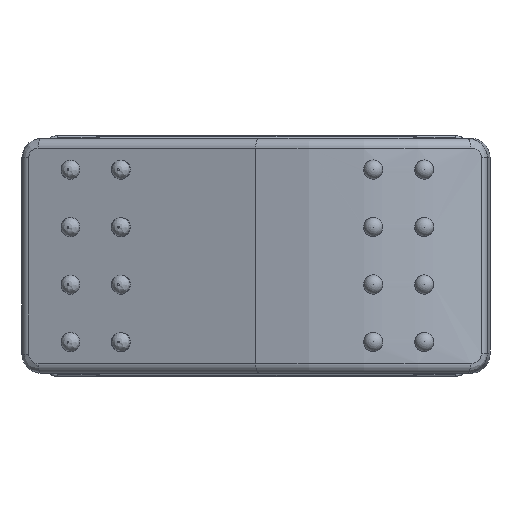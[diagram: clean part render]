
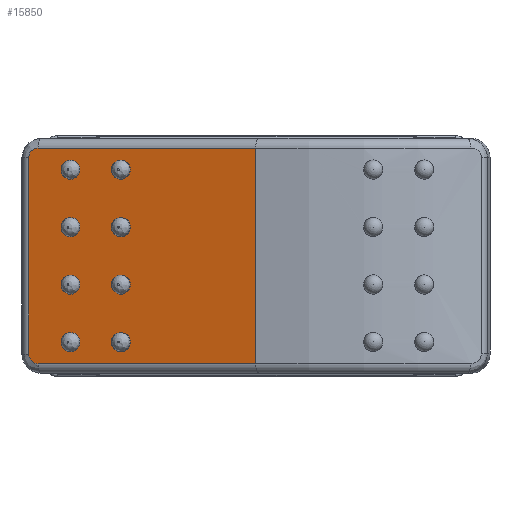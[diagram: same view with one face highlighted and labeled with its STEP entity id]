
A CAD part, top view. The second image highlights one B-rep face of the part: STEP entity #15850.
In plain terms, the highlighted planar face has unit normal (-0.294, 0, 0.956).
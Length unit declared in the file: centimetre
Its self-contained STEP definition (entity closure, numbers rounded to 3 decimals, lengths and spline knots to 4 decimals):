
#388=FACE_BOUND('',#5171,.T.);
#389=FACE_BOUND('',#5172,.T.);
#390=FACE_BOUND('',#5173,.T.);
#391=FACE_BOUND('',#5174,.T.);
#392=FACE_BOUND('',#5175,.T.);
#393=FACE_BOUND('',#5176,.T.);
#394=FACE_BOUND('',#5177,.T.);
#395=FACE_BOUND('',#5178,.T.);
#461=ELLIPSE('',#16829,0.101,0.1);
#464=ELLIPSE('',#16837,0.101,0.1);
#718=LINE('',#24159,#2231);
#750=LINE('',#24756,#2263);
#752=LINE('',#24792,#2265);
#753=LINE('',#24794,#2266);
#2231=VECTOR('',#18370,1.);
#2263=VECTOR('',#18588,1.);
#2265=VECTOR('',#18602,1.);
#2266=VECTOR('',#18605,1.);
#3738=PLANE('',#16866);
#4257=FACE_OUTER_BOUND('',#5170,.T.);
#5170=EDGE_LOOP('',(#11209,#11210,#11211,#11212,#11213,#11214));
#5171=EDGE_LOOP('',(#11215));
#5172=EDGE_LOOP('',(#11216));
#5173=EDGE_LOOP('',(#11217));
#5174=EDGE_LOOP('',(#11218));
#5175=EDGE_LOOP('',(#11219));
#5176=EDGE_LOOP('',(#11220));
#5177=EDGE_LOOP('',(#11221));
#5178=EDGE_LOOP('',(#11222));
#6099=CIRCLE('',#16751,0.1);
#6104=CIRCLE('',#16758,0.1);
#6109=CIRCLE('',#16765,0.1);
#6114=CIRCLE('',#16772,0.1);
#6119=CIRCLE('',#16779,0.1);
#6124=CIRCLE('',#16786,0.1);
#6129=CIRCLE('',#16793,0.1);
#6134=CIRCLE('',#16800,0.1);
#6853=VERTEX_POINT('',#24156);
#6854=VERTEX_POINT('',#24158);
#6866=VERTEX_POINT('',#24303);
#6870=VERTEX_POINT('',#24342);
#6874=VERTEX_POINT('',#24381);
#6878=VERTEX_POINT('',#24420);
#6882=VERTEX_POINT('',#24459);
#6886=VERTEX_POINT('',#24498);
#6890=VERTEX_POINT('',#24537);
#6894=VERTEX_POINT('',#24576);
#6917=VERTEX_POINT('',#24746);
#6918=VERTEX_POINT('',#24748);
#6920=VERTEX_POINT('',#24782);
#6922=VERTEX_POINT('',#24786);
#8450=EDGE_CURVE('',#6853,#6854,#718,.T.);
#8465=EDGE_CURVE('',#6866,#6866,#6099,.T.);
#8471=EDGE_CURVE('',#6870,#6870,#6104,.T.);
#8477=EDGE_CURVE('',#6874,#6874,#6109,.T.);
#8483=EDGE_CURVE('',#6878,#6878,#6114,.T.);
#8489=EDGE_CURVE('',#6882,#6882,#6119,.T.);
#8495=EDGE_CURVE('',#6886,#6886,#6124,.T.);
#8501=EDGE_CURVE('',#6890,#6890,#6129,.T.);
#8507=EDGE_CURVE('',#6894,#6894,#6134,.T.);
#8548=EDGE_CURVE('',#6917,#6918,#461,.T.);
#8552=EDGE_CURVE('',#6854,#6917,#750,.T.);
#8556=EDGE_CURVE('',#6922,#6920,#464,.T.);
#8558=EDGE_CURVE('',#6920,#6853,#752,.T.);
#8559=EDGE_CURVE('',#6918,#6922,#753,.T.);
#11209=ORIENTED_EDGE('',*,*,#8548,.F.);
#11210=ORIENTED_EDGE('',*,*,#8552,.F.);
#11211=ORIENTED_EDGE('',*,*,#8450,.F.);
#11212=ORIENTED_EDGE('',*,*,#8558,.F.);
#11213=ORIENTED_EDGE('',*,*,#8556,.F.);
#11214=ORIENTED_EDGE('',*,*,#8559,.F.);
#11215=ORIENTED_EDGE('',*,*,#8489,.T.);
#11216=ORIENTED_EDGE('',*,*,#8477,.T.);
#11217=ORIENTED_EDGE('',*,*,#8471,.T.);
#11218=ORIENTED_EDGE('',*,*,#8465,.T.);
#11219=ORIENTED_EDGE('',*,*,#8507,.T.);
#11220=ORIENTED_EDGE('',*,*,#8501,.T.);
#11221=ORIENTED_EDGE('',*,*,#8483,.T.);
#11222=ORIENTED_EDGE('',*,*,#8495,.T.);
#15850=ADVANCED_FACE('',(#4257,#388,#389,#390,#391,#392,#393,#394,#395),
#3738,.T.);
#16751=AXIS2_PLACEMENT_3D('',#24305,#18393,#18394);
#16758=AXIS2_PLACEMENT_3D('',#24344,#18408,#18409);
#16765=AXIS2_PLACEMENT_3D('',#24383,#18423,#18424);
#16772=AXIS2_PLACEMENT_3D('',#24422,#18438,#18439);
#16779=AXIS2_PLACEMENT_3D('',#24461,#18453,#18454);
#16786=AXIS2_PLACEMENT_3D('',#24500,#18468,#18469);
#16793=AXIS2_PLACEMENT_3D('',#24539,#18483,#18484);
#16800=AXIS2_PLACEMENT_3D('',#24578,#18498,#18499);
#16829=AXIS2_PLACEMENT_3D('',#24749,#18577,#18578);
#16837=AXIS2_PLACEMENT_3D('',#24788,#18595,#18596);
#16866=AXIS2_PLACEMENT_3D('',#24845,#18671,#18672);
#18370=DIRECTION('',(0.,-1.,0.));
#18393=DIRECTION('center_axis',(0.295,0.,
-0.956));
#18394=DIRECTION('ref_axis',(-0.956,0.,-0.295));
#18408=DIRECTION('center_axis',(0.295,0.,
-0.956));
#18409=DIRECTION('ref_axis',(-0.956,0.,-0.295));
#18423=DIRECTION('center_axis',(0.295,0.,
-0.956));
#18424=DIRECTION('ref_axis',(-0.956,0.,-0.295));
#18438=DIRECTION('center_axis',(0.295,0.,
-0.956));
#18439=DIRECTION('ref_axis',(-0.956,0.,-0.295));
#18453=DIRECTION('center_axis',(0.295,0.,
-0.956));
#18454=DIRECTION('ref_axis',(-0.956,0.,-0.295));
#18468=DIRECTION('center_axis',(0.295,0.,
-0.956));
#18469=DIRECTION('ref_axis',(-0.956,0.,-0.295));
#18483=DIRECTION('center_axis',(0.295,0.,
-0.956));
#18484=DIRECTION('ref_axis',(-0.956,0.,-0.295));
#18498=DIRECTION('center_axis',(0.295,0.,
-0.956));
#18499=DIRECTION('ref_axis',(-0.956,0.,-0.295));
#18577=DIRECTION('center_axis',(0.295,0.,
-0.956));
#18578=DIRECTION('ref_axis',(-0.956,0.,-0.295));
#18588=DIRECTION('',(-0.956,0.,-0.295));
#18595=DIRECTION('center_axis',(0.295,0.,
-0.956));
#18596=DIRECTION('ref_axis',(-0.956,0.,-0.295));
#18602=DIRECTION('',(0.956,0.,0.295));
#18605=DIRECTION('',(0.,1.,0.));
#18671=DIRECTION('center_axis',(-0.295,0.,
0.956));
#18672=DIRECTION('ref_axis',(0.,-1.,0.));
#24156=CARTESIAN_POINT('',(-0.0082,1.125,4.1794));
#24158=CARTESIAN_POINT('',(-0.0082,-1.125,4.1794));
#24159=CARTESIAN_POINT('',(-0.0082,0.,4.1794));
#24303=CARTESIAN_POINT('',(-1.8429,0.9,3.6139));
#24305=CARTESIAN_POINT('Origin',(-1.9385,0.9,3.5844));
#24342=CARTESIAN_POINT('',(-1.3173,0.9,3.7759));
#24344=CARTESIAN_POINT('Origin',(-1.4129,0.9,3.7464));
#24381=CARTESIAN_POINT('',(-1.3173,0.3,3.7759));
#24383=CARTESIAN_POINT('Origin',(-1.4129,0.3,3.7464));
#24420=CARTESIAN_POINT('',(-1.3173,-0.3,3.7759));
#24422=CARTESIAN_POINT('Origin',(-1.4129,-0.3,3.7464));
#24459=CARTESIAN_POINT('',(-1.3173,-0.9,3.7759));
#24461=CARTESIAN_POINT('Origin',(-1.4129,-0.9,3.7464));
#24498=CARTESIAN_POINT('',(-1.8429,-0.9,3.6139));
#24500=CARTESIAN_POINT('Origin',(-1.9385,-0.9,3.5844));
#24537=CARTESIAN_POINT('',(-1.8429,-0.3,3.6139));
#24539=CARTESIAN_POINT('Origin',(-1.9385,-0.3,3.5844));
#24576=CARTESIAN_POINT('',(-1.8429,0.3,3.6139));
#24578=CARTESIAN_POINT('Origin',(-1.9385,0.3,3.5844));
#24746=CARTESIAN_POINT('',(-2.2811,-1.125,3.4788));
#24748=CARTESIAN_POINT('',(-2.3776,-1.025,3.4491));
#24749=CARTESIAN_POINT('Origin',(-2.2811,-1.025,3.4788));
#24756=CARTESIAN_POINT('',(-1.3212,-1.125,3.7747));
#24782=CARTESIAN_POINT('',(-2.2811,1.125,3.4788));
#24786=CARTESIAN_POINT('',(-2.3776,1.025,3.4491));
#24788=CARTESIAN_POINT('Origin',(-2.2811,1.025,3.4788));
#24792=CARTESIAN_POINT('',(-1.3212,1.125,3.7747));
#24794=CARTESIAN_POINT('',(-2.3776,0.,3.4491));
#24845=CARTESIAN_POINT('Origin',(-2.4605,0.,
3.4235));
